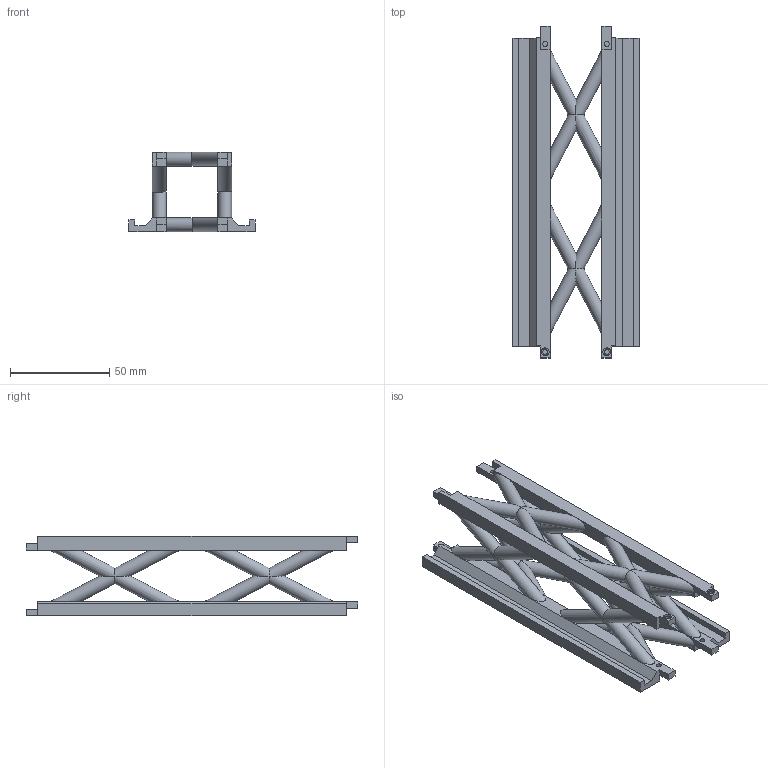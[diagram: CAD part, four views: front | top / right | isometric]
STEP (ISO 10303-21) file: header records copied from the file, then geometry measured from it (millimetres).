
FILE_DESCRIPTION(/* description */ (''),/* implementation_level */ '2;1');
FILE_NAME(/* name */ 'Jib_Base_2.step',/* time_stamp */ '2025-11-26T20:42:57+07:00',/* author */ (''),/* organization */ (''),/* preprocessor_version */ 'ST-DEVELOPER v20.1',/* originating_system */ 'Autodesk Translation Framework v14.21.0.0',/* authorisation */ '');
FILE_SCHEMA (('AUTOMOTIVE_DESIGN { 1 0 10303 214 3 1 1 }'));
Length unit declared in the file: millimetre
Products named in the file (1): Jib_Base
Bounding box: 63.5 x 167 x 40 mm (x, y, z)
Volume: 78628.4 mm3; surface area: 42679.2 mm2
Topology: 1 solids, 1 shells, 164 faces, 478 edges, 278 vertices
Faces by surface type: plane 120, cylinder 44
Full cylindrical faces by diameter (mm): 2.5 x8, 4 x4, 7 x32
Entity records: 5477 total; most frequent: DIRECTION 990, ORIENTED_EDGE 956, CARTESIAN_POINT 921, EDGE_CURVE 478, AXIS2_PLACEMENT_3D 347, LINE 296, VECTOR 296, VERTEX_POINT 278
